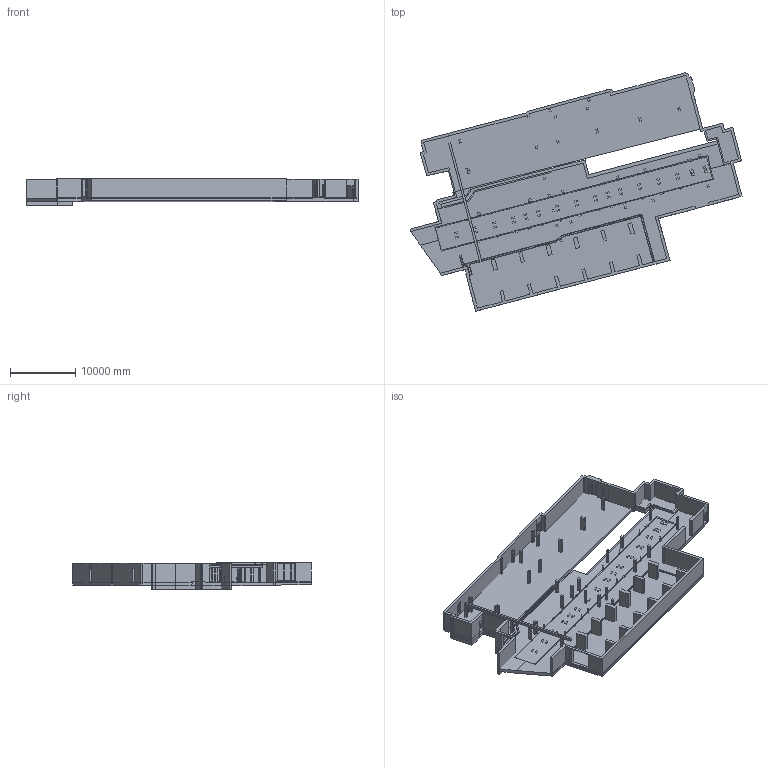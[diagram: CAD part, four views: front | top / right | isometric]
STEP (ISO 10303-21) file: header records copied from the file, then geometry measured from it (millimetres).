
FILE_DESCRIPTION((''),'2;1');
FILE_NAME('LS1.stp','2019-05-10T14:47:32',(''),(''),'Mechanical Desktop 2011','Mechanical Desktop 2011',', , ');
FILE_SCHEMA(('AUTOMOTIVE_DESIGN { 1 2 10303 214 1 1 1 1 }'));
Length unit declared in the file: millimetre
Products named in the file (1): Product
Bounding box: 50777.75 x 36491.99 x 4046.04 mm (x, y, z)
Volume: 734330398798.6 mm3; surface area: 3781828588.1 mm2
Topology: 119 solids, 119 shells, 1196 faces, 2886 edges, 1931 vertices
Faces by surface type: plane 1172, cylinder 24
Entity records: 34221 total; most frequent: CARTESIAN_POINT 6077, ORIENTED_EDGE 5746, DIRECTION 5325, EDGE_CURVE 2873, VECTOR 2829, LINE 2829, VERTEX_POINT 1914, AXIS2_PLACEMENT_3D 1248
